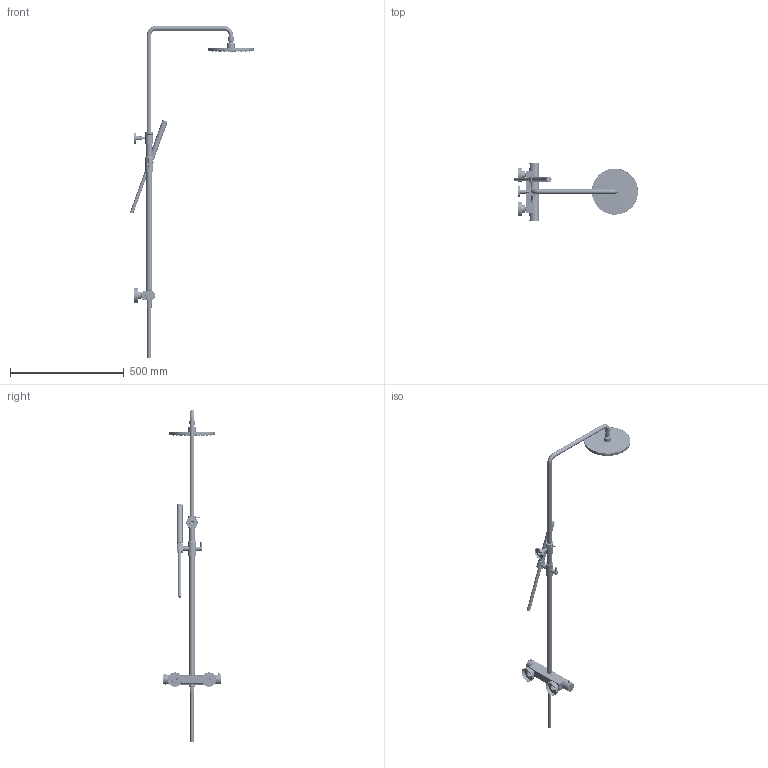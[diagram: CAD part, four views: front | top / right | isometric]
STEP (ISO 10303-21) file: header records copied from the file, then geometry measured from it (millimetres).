
FILE_DESCRIPTION(/* description */ ('Unknown'),/* implementation_level */ '2;1');
FILE_NAME(/* name */ 'SDSAC9-00',/* time_stamp */ '2023-11-15T17:55:37+01:00',/* author */ ('Unknown'),/* organization */ ('Unknown'),/* preprocessor_version */ 'ST-DEVELOPER v18.102',/* originating_system */ 'Solid Edge',/* authorisation */ 'Unknown');
FILE_SCHEMA (('AUTOMOTIVE_DESIGN {1 0 10303 214 3 1 1}'));
Length unit declared in the file: millimetre
Products named in the file (48): SDSAC9-00; M432-00_oa_0; M432-01; GL431-003_oa_1; GL431-04; GL431-02; GL431-17; M432-003_oa_2; GL431-18; M432-03; grano m4; GL431-14; M432-001_oa_3; M432-02; GL431-08; GL431-002_oa_4; GL431-19; GL431-20; M307-22; M307-19; GL431-22; M514-07; M100-00_oa_5; M100-02; M100-001_oa_6; 23090; M100-03; M100-04; M100-05; M015-001; M354-00_oa_7; M354-001_oa_8; C101014_02100ZZ; A133037_13400ZZ; A089014_00101ZZ; A064038_12900ZZ; B016-00_oa_9; CB008-07; CB008-03; CB008-05 ...
Assembly tree (53 placements, depth 4):
  SDSAC9-00
    M432-00_oa_0
      M432-01
      GL431-003_oa_1
        GL431-04
        GL431-02
        GL431-17
      M432-003_oa_2
        GL431-18
        M432-03
        grano m4  x2
      GL431-14
      M432-001_oa_3
        M432-02
      GL431-08
      GL431-002_oa_4
        GL431-19
        GL431-20
        M307-22
        M307-19
        GL431-22
        M514-07
        GL431-14
    M100-00_oa_5
      M100-02
      M100-001_oa_6
        23090
      M100-03
      M100-04
      M100-05
    M015-001  x2
    M354-00_oa_7
      M354-001_oa_8
        C101014_02100ZZ
        A133037_13400ZZ
        A089014_00101ZZ
        A064038_12900ZZ
    B016-00_oa_9
      CB008-07  x2
      CB008-03  x2
      CB008-05  x2
      CB016-01
      CB7068-04
      CB7001-04
      CB008-02
      CB008-004_oa_10
        CB008-10
        bottone_0083.01.285_0083.01.285
      CB016-06
Bounding box: 546.16 x 259.35 x 1461.19 mm (x, y, z)
Volume: 956950.8 mm3; surface area: 791563.2 mm2
Topology: 43 solids, 43 shells, 3700 faces, 9290 edges, 5998 vertices
Faces by surface type: cylinder 1004, plane 978, torus 677, cone 505, bspline 433, sphere 103
Full cylindrical faces by diameter (mm): 1 x126, 2.059 x1, 2.459 x4, 2.5 x1, 3 x3, 3.2 x41, 3.242 x11, 3.3 x4, 3.5 x2, 4 x3, 4.134 x3, 4.2 x1, 4.5 x128, 4.8 x8, 5 x1, 5.2 x2, 5.5 x1, 6 x4, 6.5 x2, 7 x9, 7.4 x1, 7.5 x3, 8 x4, 8.5 x1, 8.917 x2, 10 x5, 10.2 x3, 10.5 x3, 10.917 x1, 11 x2
Entity records: 126014 total; most frequent: CARTESIAN_POINT 43097, DIRECTION 15091, ORIENTED_EDGE 13106, AXIS2_PLACEMENT_3D 6782, EDGE_CURVE 6553, FACE_BOUND 6227, EDGE_LOOP 6217, VERTEX_POINT 4894
